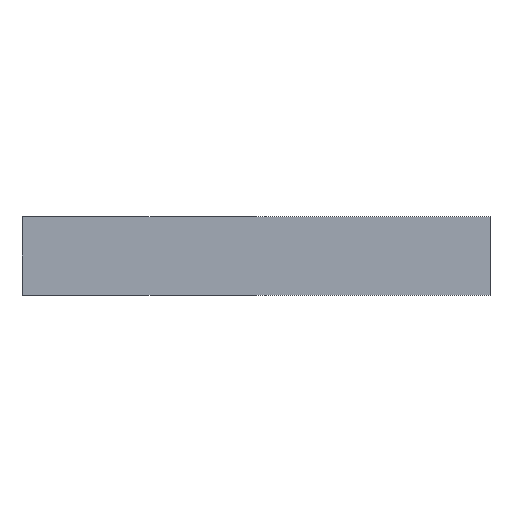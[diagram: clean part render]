
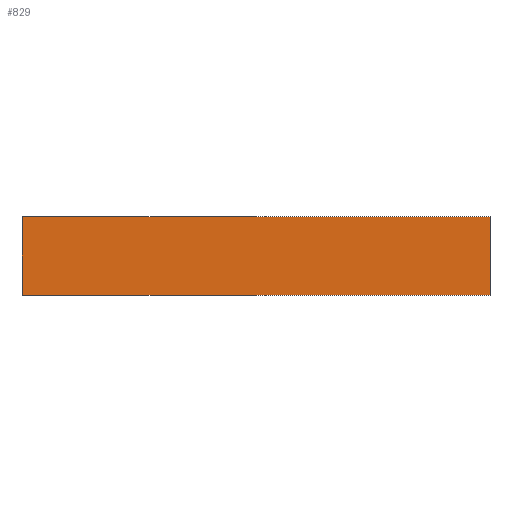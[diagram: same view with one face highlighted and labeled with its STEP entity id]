
A CAD part, left-side view. The second image highlights one B-rep face of the part: STEP entity #829.
In plain terms, the highlighted planar face has unit normal (-1, 0, 0).
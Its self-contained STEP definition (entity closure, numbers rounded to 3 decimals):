
#95=LINE('',#1315,#186);
#110=LINE('',#1345,#201);
#111=LINE('',#1347,#202);
#112=LINE('',#1348,#203);
#186=VECTOR('',#1088,10.);
#201=VECTOR('',#1113,10.);
#202=VECTOR('',#1114,10.);
#203=VECTOR('',#1115,10.);
#272=FACE_OUTER_BOUND('',#332,.T.);
#332=EDGE_LOOP('',(#707,#708,#709,#710));
#409=VERTEX_POINT('',#1312);
#410=VERTEX_POINT('',#1314);
#420=VERTEX_POINT('',#1344);
#421=VERTEX_POINT('',#1346);
#504=EDGE_CURVE('',#409,#410,#95,.T.);
#519=EDGE_CURVE('',#420,#409,#110,.T.);
#520=EDGE_CURVE('',#421,#420,#111,.T.);
#521=EDGE_CURVE('',#410,#421,#112,.T.);
#707=ORIENTED_EDGE('',*,*,#519,.F.);
#708=ORIENTED_EDGE('',*,*,#520,.F.);
#709=ORIENTED_EDGE('',*,*,#521,.F.);
#710=ORIENTED_EDGE('',*,*,#504,.F.);
#780=PLANE('',#911);
#829=ADVANCED_FACE('',(#272),#780,.T.);
#911=AXIS2_PLACEMENT_3D('',#1343,#1111,#1112);
#1088=DIRECTION('',(0.,0.,-1.));
#1111=DIRECTION('center_axis',(-1.,0.,0.));
#1112=DIRECTION('ref_axis',(0.,0.,1.));
#1113=DIRECTION('',(0.,-1.,0.));
#1114=DIRECTION('',(0.,0.,1.));
#1115=DIRECTION('',(0.,1.,0.));
#1312=CARTESIAN_POINT('',(-60.,-30.,10.));
#1314=CARTESIAN_POINT('',(-60.,-30.,0.));
#1315=CARTESIAN_POINT('',(-60.,-30.,10.));
#1343=CARTESIAN_POINT('Origin',(-60.,0.,0.));
#1344=CARTESIAN_POINT('',(-60.,30.,10.));
#1345=CARTESIAN_POINT('',(-60.,0.,10.));
#1346=CARTESIAN_POINT('',(-60.,30.,0.));
#1347=CARTESIAN_POINT('',(-60.,30.,10.));
#1348=CARTESIAN_POINT('',(-60.,0.,0.));
